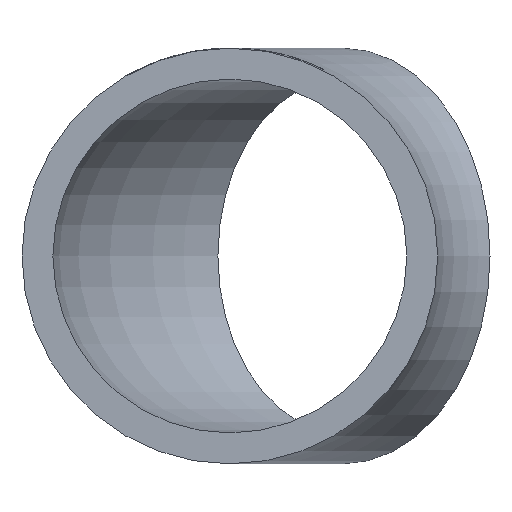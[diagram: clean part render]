
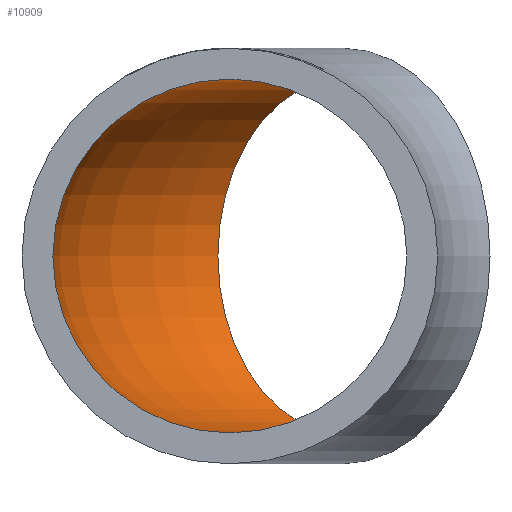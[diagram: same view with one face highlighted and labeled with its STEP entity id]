
A CAD part, front view. The second image highlights one B-rep face of the part: STEP entity #10909.
In plain terms, the highlighted toroidal (fillet/blend) face has major radius 25 mm and minor radius 11.45 mm.
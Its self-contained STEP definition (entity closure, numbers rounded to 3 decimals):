
#1029 = EDGE_CURVE ( 'NONE', #7163, #7163, #2570, .T. ) ;
#2017 = TOROIDAL_SURFACE ( 'NONE', #2553, 25., 11.45 ) ;
#2308 = AXIS2_PLACEMENT_3D ( 'NONE', #13560, #12142, #15853 ) ;
#2447 = AXIS2_PLACEMENT_3D ( 'NONE', #12754, #12430, #4951 ) ;
#2553 = AXIS2_PLACEMENT_3D ( 'NONE', #8183, #11921, #5322 ) ;
#2570 = CIRCLE ( 'NONE', #2308, 11.45 ) ;
#3402 = ORIENTED_EDGE ( 'NONE', *, *, #1029, .F. ) ;
#4121 = EDGE_CURVE ( 'NONE', #8419, #8419, #6243, .T. ) ;
#4272 = FACE_OUTER_BOUND ( 'NONE', #15865, .T. ) ;
#4951 = DIRECTION ( 'NONE',  ( -0.707, 0.707, 0. ) ) ;
#5322 = DIRECTION ( 'NONE',  ( -1., 0., 0. ) ) ;
#5403 = FACE_OUTER_BOUND ( 'NONE', #12802, .T. ) ;
#6243 = CIRCLE ( 'NONE', #2447, 11.45 ) ;
#7008 = ORIENTED_EDGE ( 'NONE', *, *, #4121, .T. ) ;
#7163 = VERTEX_POINT ( 'NONE', #9868 ) ;
#8183 = CARTESIAN_POINT ( 'NONE',  ( 0., 0., 0. ) ) ;
#8419 = VERTEX_POINT ( 'NONE', #8669 ) ;
#8669 = CARTESIAN_POINT ( 'NONE',  ( -25.774, 25.774, 0. ) ) ;
#9868 = CARTESIAN_POINT ( 'NONE',  ( -25., 0., 11.45 ) ) ;
#10909 = ADVANCED_FACE ( 'NONE', ( #4272, #5403 ), #2017, .F. ) ;
#11921 = DIRECTION ( 'NONE',  ( 0., 0., -1. ) ) ;
#12142 = DIRECTION ( 'NONE',  ( 0., 1., 0. ) ) ;
#12430 = DIRECTION ( 'NONE',  ( 0.707, 0.707, 0. ) ) ;
#12754 = CARTESIAN_POINT ( 'NONE',  ( -17.678, 17.678, 0. ) ) ;
#12802 = EDGE_LOOP ( 'NONE', ( #3402 ) ) ;
#13560 = CARTESIAN_POINT ( 'NONE',  ( -25., 0., 0. ) ) ;
#15853 = DIRECTION ( 'NONE',  ( 0., 0., 1. ) ) ;
#15865 = EDGE_LOOP ( 'NONE', ( #7008 ) ) ;
